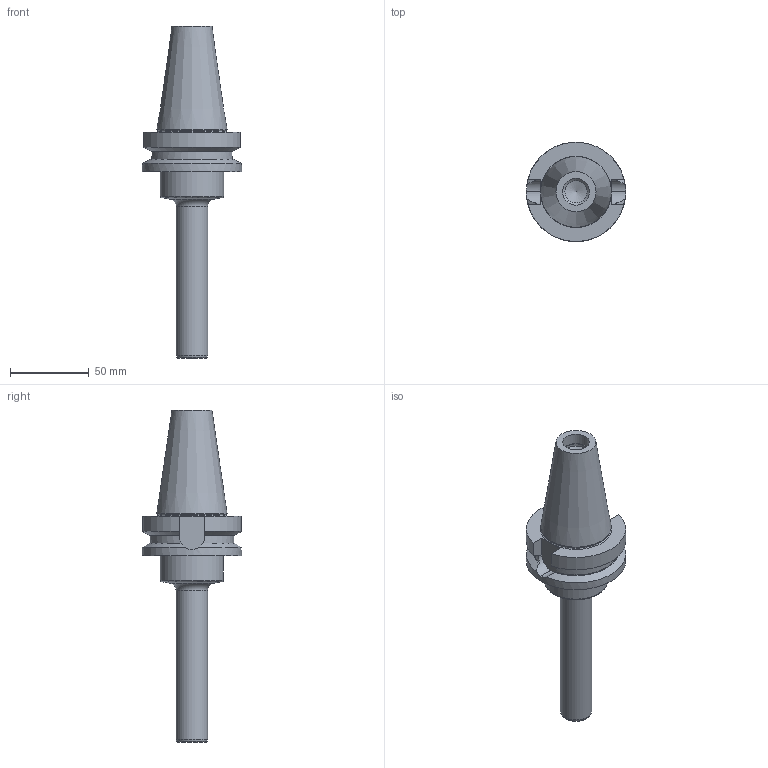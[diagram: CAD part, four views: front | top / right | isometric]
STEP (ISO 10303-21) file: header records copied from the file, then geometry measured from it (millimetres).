
FILE_DESCRIPTION(/* description */ (''),/* implementation_level */ '2;1');
FILE_NAME(/* name */ '8483_1_3d.stp',/* time_stamp */ '2020-01-07T16:38:27+01:00',/* author */ (''),/* organization */ ('SMS'),/* preprocessor_version */ 'ST-DEVELOPER v16.7',/* originating_system */ 'SIEMENS PLM Software NX 12.0',/* authorisation */ '');
FILE_SCHEMA (('AUTOMOTIVE_DESIGN { 1 0 10303 214 3 1 1 1 }'));
Length unit declared in the file: millimetre
Products named in the file (1): 8483_1_3D
Bounding box: 62.98 x 62.89 x 210.4 mm (x, y, z)
Volume: 180443.7 mm3; surface area: 28809.2 mm2
Topology: 1 solids, 1 shells, 49 faces, 122 edges, 76 vertices
Faces by surface type: plane 19, cylinder 15, cone 11, torus 4
Full cylindrical faces by diameter (mm): 14 x1, 17.014 x1, 17.413 x1, 20 x1, 40 x1, 44 x1, 62.977 x1
Entity records: 1387 total; most frequent: CARTESIAN_POINT 272, DIRECTION 232, ORIENTED_EDGE 198, EDGE_CURVE 99, AXIS2_PLACEMENT_3D 96, VERTEX_POINT 72, EDGE_LOOP 68, ADVANCED_FACE 49
